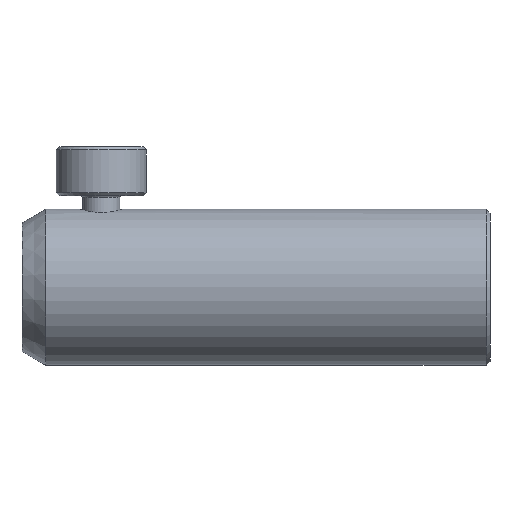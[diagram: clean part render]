
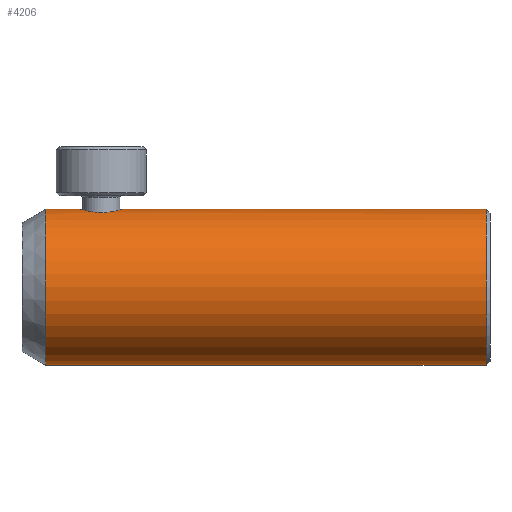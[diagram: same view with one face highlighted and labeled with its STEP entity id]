
A CAD part, left-side view. The second image highlights one B-rep face of the part: STEP entity #4206.
In plain terms, the highlighted cylindrical face has radius 12.5 mm (diameter 25 mm), a partial arc.
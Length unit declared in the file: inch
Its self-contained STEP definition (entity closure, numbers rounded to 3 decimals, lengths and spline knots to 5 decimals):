
#2334 = CARTESIAN_POINT ( 'NONE',  ( 0.05475, -1.23269, -0.18758 ) ) ;
#2335 = DIRECTION ( 'NONE',  ( 0., 1., 0. ) ) ;
#2336 = DIRECTION ( 'NONE',  ( 0., 0., 1. ) ) ;
#3252 = EDGE_CURVE ( 'NONE', #20949, #20904, #13498, .T. ) ;
#4206 = ADVANCED_FACE ( 'NONE', ( #15646 ), #15655, .T. ) ;
#5421 = CARTESIAN_POINT ( 'NONE',  ( 0.05475, 1.32965, 0.30455 ) ) ;
#5437 = CARTESIAN_POINT ( 'NONE',  ( 0.05475, 1.54507, -0.6797 ) ) ;
#5592 = CARTESIAN_POINT ( 'NONE',  ( 0.05475, 1.54507, 0.30455 ) ) ;
#5611 = CARTESIAN_POINT ( 'NONE',  ( 0.05475, 1.06048, 0.30455 ) ) ;
#6030 = CARTESIAN_POINT ( 'NONE',  ( 0.05475, 1.54507, -0.18758 ) ) ;
#6032 = DIRECTION ( 'NONE',  ( 0., -1., 0. ) ) ;
#6034 = DIRECTION ( 'NONE',  ( 0., 0., 1. ) ) ;
#6508 = CARTESIAN_POINT ( 'NONE',  ( 0.05475, 1.69507, -0.18758 ) ) ;
#6509 = DIRECTION ( 'NONE',  ( 0., -1., 0. ) ) ;
#6518 = DIRECTION ( 'NONE',  ( 0., 0., -1. ) ) ;
#8311 = AXIS2_PLACEMENT_3D ( 'NONE', #6508, #6509, #6518 ) ;
#10406 = CIRCLE ( 'NONE', #19184, 0.49213 ) ;
#12103 = ORIENTED_EDGE ( 'NONE', *, *, #18551, .F. ) ;
#12154 = ORIENTED_EDGE ( 'NONE', *, *, #3252, .T. ) ;
#12155 = ORIENTED_EDGE ( 'NONE', *, *, #18425, .T. ) ;
#12159 = ORIENTED_EDGE ( 'NONE', *, *, #18552, .T. ) ;
#12164 = ORIENTED_EDGE ( 'NONE', *, *, #18592, .F. ) ;
#12195 = ORIENTED_EDGE ( 'NONE', *, *, #18528, .T. ) ;
#13498 = CIRCLE ( 'NONE', #18733, 0.49213 ) ;
#15017 = EDGE_LOOP ( 'NONE', ( #12164, #12155, #12159, #12154, #12103, #12195 ) ) ;
#15646 = FACE_OUTER_BOUND ( 'NONE', #15017, .T. ) ;
#15655 = CYLINDRICAL_SURFACE ( 'NONE', #8311, 0.49213 ) ;
#15941 = CARTESIAN_POINT ( 'NONE',  ( 0.05475, 1.06048, 0.30455 ) ) ;
#15942 = CARTESIAN_POINT ( 'NONE',  ( 0.03614, 1.0605, 0.30455 ) ) ;
#15947 = CARTESIAN_POINT ( 'NONE',  ( 0.01798, 1.06398, 0.30349 ) ) ;
#15949 = CARTESIAN_POINT ( 'NONE',  ( -0.00841, 1.07442, 0.30056 ) ) ;
#15950 = CARTESIAN_POINT ( 'NONE',  ( -0.01654, 1.07854, 0.29942 ) ) ;
#15951 = CARTESIAN_POINT ( 'NONE',  ( -0.03183, 1.08821, 0.29693 ) ) ;
#15952 = CARTESIAN_POINT ( 'NONE',  ( -0.03893, 1.09374, 0.2956 ) ) ;
#15953 = CARTESIAN_POINT ( 'NONE',  ( -0.0586, 1.11241, 0.2915 ) ) ;
#15954 = CARTESIAN_POINT ( 'NONE',  ( -0.06874, 1.12693, 0.28886 ) ) ;
#15955 = CARTESIAN_POINT ( 'NONE',  ( -0.07778, 1.14761, 0.28637 ) ) ;
#15956 = CARTESIAN_POINT ( 'NONE',  ( -0.0794, 1.15187, 0.28591 ) ) ;
#15957 = CARTESIAN_POINT ( 'NONE',  ( -0.08213, 1.16034, 0.28513 ) ) ;
#15958 = CARTESIAN_POINT ( 'NONE',  ( -0.08327, 1.16461, 0.2848 ) ) ;
#15960 = CARTESIAN_POINT ( 'NONE',  ( -0.086, 1.1775, 0.28399 ) ) ;
#15961 = CARTESIAN_POINT ( 'NONE',  ( -0.08691, 1.1862, 0.28372 ) ) ;
#15963 = CARTESIAN_POINT ( 'NONE',  ( -0.08692, 1.21265, 0.28372 ) ) ;
#15964 = CARTESIAN_POINT ( 'NONE',  ( -0.08329, 1.22982, 0.28485 ) ) ;
#15965 = CARTESIAN_POINT ( 'NONE',  ( -0.07412, 1.25083, 0.28738 ) ) ;
#15966 = CARTESIAN_POINT ( 'NONE',  ( -0.07215, 1.25478, 0.28791 ) ) ;
#15968 = CARTESIAN_POINT ( 'NONE',  ( -0.06781, 1.26256, 0.28905 ) ) ;
#15969 = CARTESIAN_POINT ( 'NONE',  ( -0.06545, 1.26631, 0.28965 ) ) ;
#15970 = CARTESIAN_POINT ( 'NONE',  ( -0.05784, 1.27721, 0.29152 ) ) ;
#15971 = CARTESIAN_POINT ( 'NONE',  ( -0.05202, 1.28396, 0.29287 ) ) ;
#15972 = CARTESIAN_POINT ( 'NONE',  ( -0.03233, 1.30268, 0.29697 ) ) ;
#15973 = CARTESIAN_POINT ( 'NONE',  ( -0.01711, 1.31229, 0.29959 ) ) ;
#15974 = CARTESIAN_POINT ( 'NONE',  ( 0.00914, 1.32266, 0.30251 ) ) ;
#15975 = CARTESIAN_POINT ( 'NONE',  ( 0.01812, 1.32529, 0.30327 ) ) ;
#15976 = CARTESIAN_POINT ( 'NONE',  ( 0.03625, 1.32877, 0.30428 ) ) ;
#15977 = CARTESIAN_POINT ( 'NONE',  ( 0.04544, 1.32964, 0.30455 ) ) ;
#15978 = CARTESIAN_POINT ( 'NONE',  ( 0.05475, 1.32965, 0.30455 ) ) ;
#16066 = CARTESIAN_POINT ( 'NONE',  ( 0.05475, 1.69507, 0.30455 ) ) ;
#16068 = DIRECTION ( 'NONE',  ( 0., -1., 0. ) ) ;
#16074 = CARTESIAN_POINT ( 'NONE',  ( 0.05475, 1.69507, -0.6797 ) ) ;
#16081 = DIRECTION ( 'NONE',  ( 0., -1., 0. ) ) ;
#16306 = DIRECTION ( 'NONE',  ( 0., -1., 0. ) ) ;
#16308 = CARTESIAN_POINT ( 'NONE',  ( 0.05475, 1.69507, 0.30455 ) ) ;
#16752 = CARTESIAN_POINT ( 'NONE',  ( 0.05475, -1.23269, 0.30455 ) ) ;
#16797 = CARTESIAN_POINT ( 'NONE',  ( 0.05475, -1.23269, -0.6797 ) ) ;
#17539 = VERTEX_POINT ( 'NONE', #5421 ) ;
#17558 = VERTEX_POINT ( 'NONE', #5437 ) ;
#17874 = B_SPLINE_CURVE_WITH_KNOTS ( 'NONE', 3,
 ( #15941, #15942, #15947, #15949, #15950, #15951, #15952, #15953, #15954, #15955, #15956, #15957, #15958, #15960, #15961, #15963, #15964, #15965, #15966, #15968, #15969, #15970, #15971, #15972, #15973, #15974, #15975, #15976, #15977, #15978 ),
 .UNSPECIFIED., .F., .F.,
 ( 4, 2, 2, 2, 2, 2, 2, 2, 2, 2, 2, 2, 2, 2, 4 ),
 ( 0., 0.06249, 0.09373, 0.12497, 0.18746, 0.20308, 0.2187, 0.24994, 0.31243, 0.32805, 0.34367, 0.37492, 0.4374, 0.46864, 0.49989 ),
 .UNSPECIFIED. ) ;
#18012 = LINE ( 'NONE', #16074, #18018 ) ;
#18014 = LINE ( 'NONE', #16066, #18016 ) ;
#18016 = VECTOR ( 'NONE', #16068, 39.37008 ) ;
#18018 = VECTOR ( 'NONE', #16081, 39.37008 ) ;
#18068 = LINE ( 'NONE', #16308, #18070 ) ;
#18070 = VECTOR ( 'NONE', #16306, 39.37008 ) ;
#18314 = VERTEX_POINT ( 'NONE', #5592 ) ;
#18333 = VERTEX_POINT ( 'NONE', #5611 ) ;
#18425 = EDGE_CURVE ( 'NONE', #18314, #17558, #10406, .T. ) ;
#18528 = EDGE_CURVE ( 'NONE', #18333, #17539, #17874, .T. ) ;
#18551 = EDGE_CURVE ( 'NONE', #18333, #20904, #18014, .T. ) ;
#18552 = EDGE_CURVE ( 'NONE', #17558, #20949, #18012, .T. ) ;
#18592 = EDGE_CURVE ( 'NONE', #18314, #17539, #18068, .T. ) ;
#18733 = AXIS2_PLACEMENT_3D ( 'NONE', #2334, #2335, #2336 ) ;
#19184 = AXIS2_PLACEMENT_3D ( 'NONE', #6030, #6032, #6034 ) ;
#20904 = VERTEX_POINT ( 'NONE', #16752 ) ;
#20949 = VERTEX_POINT ( 'NONE', #16797 ) ;
